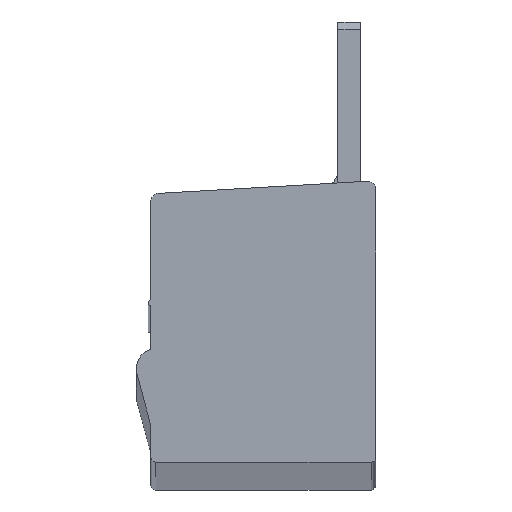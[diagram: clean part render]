
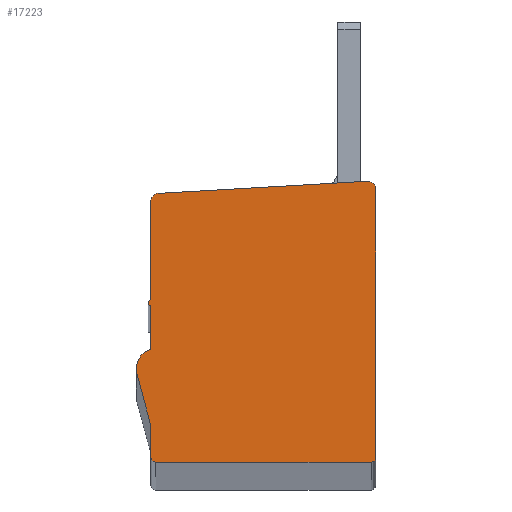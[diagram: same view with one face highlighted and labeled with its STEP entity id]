
A CAD part, top view. The second image highlights one B-rep face of the part: STEP entity #17223.
In plain terms, the highlighted planar face has unit normal (0, 0, 1).
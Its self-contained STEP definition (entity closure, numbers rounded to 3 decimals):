
#15391=CARTESIAN_POINT('',(14.3,18.002,1050.));
#15392=DIRECTION('',(0.,0.,-1.));
#15393=DIRECTION('',(-0.058,0.998,0.));
#15394=AXIS2_PLACEMENT_3D('',#15391,#15392,#15393);
#15399=CARTESIAN_POINT('',(14.3,18.002,1050.));
#15400=DIRECTION('',(0.,0.,-1.));
#15401=DIRECTION('',(0.686,0.727,0.));
#15402=AXIS2_PLACEMENT_3D('',#15399,#15400,#15401);
#15407=DIRECTION('',(0.,-1.,0.));
#15408=VECTOR('',#15407,17.702);
#15409=CARTESIAN_POINT('',(14.8,18.002,1050.));
#15410=LINE('',#15409,#15408);
#15414=CARTESIAN_POINT('',(14.5,0.3,1050.));
#15415=DIRECTION('',(0.,0.,-1.));
#15416=DIRECTION('',(1.,0.,0.));
#15417=AXIS2_PLACEMENT_3D('',#15414,#15415,#15416);
#15422=DIRECTION('',(-1.,0.,0.));
#15423=VECTOR('',#15422,14.2);
#15424=CARTESIAN_POINT('',(14.5,0.,1050.));
#15425=LINE('',#15424,#15423);
#15429=CARTESIAN_POINT('',(0.3,0.3,1050.));
#15430=DIRECTION('',(0.,0.,-1.));
#15431=DIRECTION('',(0.,-1.,0.));
#15432=AXIS2_PLACEMENT_3D('',#15429,#15430,#15431);
#15437=DIRECTION('',(0.,1.,0.));
#15438=VECTOR('',#15437,2.068);
#15439=CARTESIAN_POINT('',(0.,0.3,1050.));
#15440=LINE('',#15439,#15438);
#15444=DIRECTION('',(-0.259,0.966,0.));
#15445=VECTOR('',#15444,3.589);
#15446=CARTESIAN_POINT('',(0.,2.368,1050.));
#15447=LINE('',#15446,#15445);
#15451=CARTESIAN_POINT('',(0.328,6.169,1050.));
#15452=DIRECTION('',(0.,0.,-1.));
#15453=DIRECTION('',(-0.967,-0.257,0.));
#15454=AXIS2_PLACEMENT_3D('',#15451,#15452,#15453);
#15459=DIRECTION('',(0.,1.,0.));
#15460=VECTOR('',#15459,2.873);
#15461=CARTESIAN_POINT('',(0.,7.427,1050.));
#15462=LINE('',#15461,#15460);
#15466=CARTESIAN_POINT('',(0.,10.5,1050.));
#15467=DIRECTION('',(0.,0.,-1.));
#15468=DIRECTION('',(0.,-1.,0.));
#15469=AXIS2_PLACEMENT_3D('',#15466,#15467,#15468);
#15474=DIRECTION('',(0.,1.,0.));
#15475=VECTOR('',#15474,6.511);
#15476=CARTESIAN_POINT('',(0.,10.7,1050.));
#15477=LINE('',#15476,#15475);
#15481=CARTESIAN_POINT('',(0.5,17.202,1050.));
#15482=DIRECTION('',(0.,0.,-1.));
#15483=DIRECTION('',(-1.,0.018,0.));
#15484=AXIS2_PLACEMENT_3D('',#15481,#15482,#15483);
#15489=CARTESIAN_POINT('',(0.5,17.202,1050.));
#15490=DIRECTION('',(0.,0.,-1.));
#15491=DIRECTION('',(-0.726,0.688,0.));
#15492=AXIS2_PLACEMENT_3D('',#15489,#15490,#15491);
#15497=DIRECTION('',(0.998,0.058,0.));
#15498=VECTOR('',#15497,13.832);
#15499=CARTESIAN_POINT('',(0.462,17.701,1050.));
#15500=LINE('',#15499,#15498);
#16894=CARTESIAN_POINT('',(14.643,18.366,1050.));
#16895=CARTESIAN_POINT('',(14.8,18.002,1050.));
#16896=VERTEX_POINT('',#16894);
#16897=VERTEX_POINT('',#16895);
#16898=CARTESIAN_POINT('',(14.271,18.501,1050.));
#16899=VERTEX_POINT('',#16898);
#16906=CARTESIAN_POINT('',(14.8,0.3,1050.));
#16907=VERTEX_POINT('',#16906);
#16908=CARTESIAN_POINT('',(14.5,0.,1050.));
#16909=VERTEX_POINT('',#16908);
#16910=CARTESIAN_POINT('',(0.3,0.,1050.));
#16911=VERTEX_POINT('',#16910);
#16912=CARTESIAN_POINT('',(0.,0.3,1050.));
#16913=VERTEX_POINT('',#16912);
#16914=CARTESIAN_POINT('',(0.,2.368,1050.));
#16915=VERTEX_POINT('',#16914);
#16916=CARTESIAN_POINT('',(-0.929,5.835,1050.));
#16917=VERTEX_POINT('',#16916);
#16918=CARTESIAN_POINT('',(0.,7.427,1050.));
#16919=VERTEX_POINT('',#16918);
#16920=CARTESIAN_POINT('',(0.,10.3,1050.));
#16921=VERTEX_POINT('',#16920);
#16922=CARTESIAN_POINT('',(0.,10.7,1050.));
#16923=VERTEX_POINT('',#16922);
#16924=CARTESIAN_POINT('',(0.,17.211,1050.));
#16925=VERTEX_POINT('',#16924);
#16926=CARTESIAN_POINT('',(0.137,17.546,1050.));
#16927=CARTESIAN_POINT('',(0.462,17.701,1050.));
#16928=VERTEX_POINT('',#16926);
#16929=VERTEX_POINT('',#16927);
#17188=CARTESIAN_POINT('',(7.346,6.862,1050.));
#17189=DIRECTION('',(0.,0.,1.));
#17190=DIRECTION('',(1.,0.,0.));
#17191=AXIS2_PLACEMENT_3D('',#17188,#17189,#17190);
#17192=PLANE('',#17191);
#17193=ORIENTED_EDGE('',*,*,#17168,.T.);
#17194=ORIENTED_EDGE('',*,*,#17166,.T.);
#17196=ORIENTED_EDGE('',*,*,#17195,.T.);
#17198=ORIENTED_EDGE('',*,*,#17197,.T.);
#17200=ORIENTED_EDGE('',*,*,#17199,.T.);
#17202=ORIENTED_EDGE('',*,*,#17201,.T.);
#17204=ORIENTED_EDGE('',*,*,#17203,.T.);
#17206=ORIENTED_EDGE('',*,*,#17205,.T.);
#17208=ORIENTED_EDGE('',*,*,#17207,.T.);
#17210=ORIENTED_EDGE('',*,*,#17209,.T.);
#17212=ORIENTED_EDGE('',*,*,#17211,.T.);
#17214=ORIENTED_EDGE('',*,*,#17213,.T.);
#17216=ORIENTED_EDGE('',*,*,#17215,.T.);
#17218=ORIENTED_EDGE('',*,*,#17217,.T.);
#17220=ORIENTED_EDGE('',*,*,#17219,.T.);
#17221=EDGE_LOOP('',(#17193,#17194,#17196,#17198,#17200,#17202,#17204,#17206,
#17208,#17210,#17212,#17214,#17216,#17218,#17220));
#17222=FACE_OUTER_BOUND('',#17221,.F.);
#15395=CIRCLE('',#15394,0.5);
#15403=CIRCLE('',#15402,0.5);
#15418=CIRCLE('',#15417,0.3);
#15433=CIRCLE('',#15432,0.3);
#15455=CIRCLE('',#15454,1.3);
#15470=CIRCLE('',#15469,0.2);
#15485=CIRCLE('',#15484,0.5);
#15493=CIRCLE('',#15492,0.5);
#17166=EDGE_CURVE('',#16896,#16897,#15403,.T.);
#17168=EDGE_CURVE('',#16899,#16896,#15395,.T.);
#17195=EDGE_CURVE('',#16897,#16907,#15410,.T.);
#17197=EDGE_CURVE('',#16907,#16909,#15418,.T.);
#17199=EDGE_CURVE('',#16909,#16911,#15425,.T.);
#17201=EDGE_CURVE('',#16911,#16913,#15433,.T.);
#17203=EDGE_CURVE('',#16913,#16915,#15440,.T.);
#17205=EDGE_CURVE('',#16915,#16917,#15447,.T.);
#17207=EDGE_CURVE('',#16917,#16919,#15455,.T.);
#17209=EDGE_CURVE('',#16919,#16921,#15462,.T.);
#17211=EDGE_CURVE('',#16921,#16923,#15470,.T.);
#17213=EDGE_CURVE('',#16923,#16925,#15477,.T.);
#17215=EDGE_CURVE('',#16925,#16928,#15485,.T.);
#17217=EDGE_CURVE('',#16928,#16929,#15493,.T.);
#17219=EDGE_CURVE('',#16929,#16899,#15500,.T.);
#17223=ADVANCED_FACE('',(#17222),#17192,.T.);
